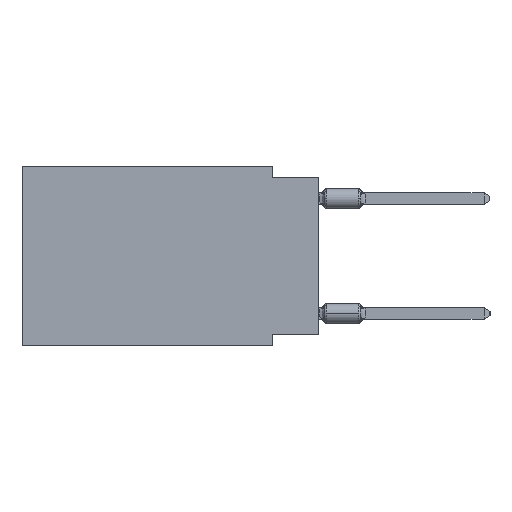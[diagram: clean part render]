
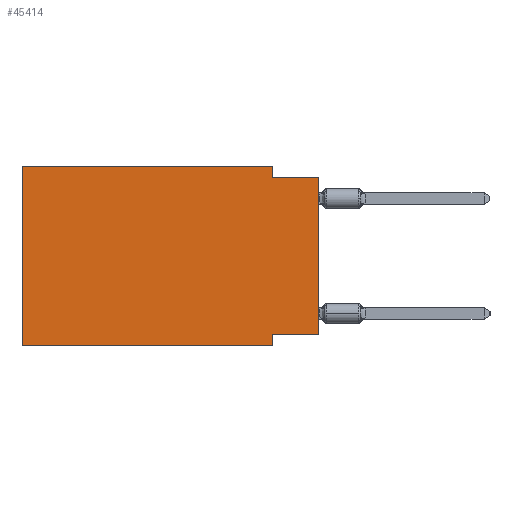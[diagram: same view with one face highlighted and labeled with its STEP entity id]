
A CAD part, left-side view. The second image highlights one B-rep face of the part: STEP entity #45414.
In plain terms, the highlighted planar face has unit normal (-1, 0, 0).
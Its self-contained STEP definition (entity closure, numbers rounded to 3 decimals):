
#1027 = CARTESIAN_POINT ( 'NONE',  ( 0., 2.54, -0.635 ) ) ;
#2889 = VERTEX_POINT ( 'NONE', #25182 ) ;
#3067 = VERTEX_POINT ( 'NONE', #37770 ) ;
#3498 = EDGE_CURVE ( 'NONE', #5864, #16666, #46370, .T. ) ;
#3845 = CARTESIAN_POINT ( 'NONE',  ( 0., 0., -9.271 ) ) ;
#4071 = ORIENTED_EDGE ( 'NONE', *, *, #3498, .F. ) ;
#4561 = VECTOR ( 'NONE', #17866, 1000. ) ;
#4821 = DIRECTION ( 'NONE',  ( 0., 0., -1. ) ) ;
#5121 = DIRECTION ( 'NONE',  ( 0., -1., 0. ) ) ;
#5864 = VERTEX_POINT ( 'NONE', #11966 ) ;
#6412 = CARTESIAN_POINT ( 'NONE',  ( 0., 2.54, -9.271 ) ) ;
#8090 = PLANE ( 'NONE',  #25334 ) ;
#8381 = CARTESIAN_POINT ( 'NONE',  ( 0., 16.383, 0. ) ) ;
#8594 = LINE ( 'NONE', #20342, #9986 ) ;
#9986 = VECTOR ( 'NONE', #16099, 1000. ) ;
#10252 = CARTESIAN_POINT ( 'NONE',  ( 0., 0., -0.635 ) ) ;
#11966 = CARTESIAN_POINT ( 'NONE',  ( 0., 16.383, 0. ) ) ;
#12815 = CARTESIAN_POINT ( 'NONE',  ( 0., 16.383, -9.906 ) ) ;
#15821 = DIRECTION ( 'NONE',  ( 0., -1., 0. ) ) ;
#15826 = FACE_OUTER_BOUND ( 'NONE', #25524, .T. ) ;
#15958 = ORIENTED_EDGE ( 'NONE', *, *, #28303, .F. ) ;
#16099 = DIRECTION ( 'NONE',  ( 0., 0., 1. ) ) ;
#16316 = DIRECTION ( 'NONE',  ( 1., 0., 0. ) ) ;
#16666 = VERTEX_POINT ( 'NONE', #40127 ) ;
#17866 = DIRECTION ( 'NONE',  ( 0., 0., -1. ) ) ;
#18107 = EDGE_CURVE ( 'NONE', #2889, #37259, #8594, .T. ) ;
#18461 = CARTESIAN_POINT ( 'NONE',  ( 0., 16.383, 0. ) ) ;
#18704 = DIRECTION ( 'NONE',  ( 0., 0., 1. ) ) ;
#19093 = DIRECTION ( 'NONE',  ( 0., 1., 0. ) ) ;
#19180 = ORIENTED_EDGE ( 'NONE', *, *, #21036, .T. ) ;
#20342 = CARTESIAN_POINT ( 'NONE',  ( 0., 0., 0. ) ) ;
#21036 = EDGE_CURVE ( 'NONE', #3067, #44123, #46789, .T. ) ;
#22839 = LINE ( 'NONE', #3845, #37188 ) ;
#25182 = CARTESIAN_POINT ( 'NONE',  ( 0., 0., -9.271 ) ) ;
#25331 = EDGE_CURVE ( 'NONE', #43580, #44123, #35492, .T. ) ;
#25334 = AXIS2_PLACEMENT_3D ( 'NONE', #46062, #16316, #4821 ) ;
#25524 = EDGE_LOOP ( 'NONE', ( #30044, #36982, #44166, #4071, #25591, #19180, #31775, #15958 ) ) ;
#25591 = ORIENTED_EDGE ( 'NONE', *, *, #44545, .F. ) ;
#26875 = VECTOR ( 'NONE', #18704, 1000. ) ;
#27370 = VECTOR ( 'NONE', #39494, 1000. ) ;
#28303 = EDGE_CURVE ( 'NONE', #2889, #43580, #22839, .T. ) ;
#30044 = ORIENTED_EDGE ( 'NONE', *, *, #18107, .T. ) ;
#30769 = CARTESIAN_POINT ( 'NONE',  ( 0., 2.54, -9.906 ) ) ;
#31775 = ORIENTED_EDGE ( 'NONE', *, *, #25331, .F. ) ;
#32621 = LINE ( 'NONE', #44593, #4561 ) ;
#32689 = VECTOR ( 'NONE', #44490, 1000. ) ;
#34627 = EDGE_CURVE ( 'NONE', #47737, #37259, #40997, .T. ) ;
#35492 = LINE ( 'NONE', #46966, #27370 ) ;
#36812 = VECTOR ( 'NONE', #5121, 1000. ) ;
#36982 = ORIENTED_EDGE ( 'NONE', *, *, #34627, .F. ) ;
#37188 = VECTOR ( 'NONE', #19093, 1000. ) ;
#37259 = VERTEX_POINT ( 'NONE', #38491 ) ;
#37770 = CARTESIAN_POINT ( 'NONE',  ( 0., 16.383, -9.906 ) ) ;
#38491 = CARTESIAN_POINT ( 'NONE',  ( 0., 0., -0.635 ) ) ;
#39494 = DIRECTION ( 'NONE',  ( 0., 0., -1. ) ) ;
#40127 = CARTESIAN_POINT ( 'NONE',  ( 0., 2.54, 0. ) ) ;
#40997 = LINE ( 'NONE', #10252, #32689 ) ;
#42436 = LINE ( 'NONE', #18461, #26875 ) ;
#42757 = VECTOR ( 'NONE', #15821, 1000. ) ;
#43580 = VERTEX_POINT ( 'NONE', #6412 ) ;
#44123 = VERTEX_POINT ( 'NONE', #30769 ) ;
#44166 = ORIENTED_EDGE ( 'NONE', *, *, #45153, .F. ) ;
#44490 = DIRECTION ( 'NONE',  ( 0., -1., 0. ) ) ;
#44545 = EDGE_CURVE ( 'NONE', #3067, #5864, #42436, .T. ) ;
#44593 = CARTESIAN_POINT ( 'NONE',  ( 0., 2.54, 0. ) ) ;
#45153 = EDGE_CURVE ( 'NONE', #16666, #47737, #32621, .T. ) ;
#45414 = ADVANCED_FACE ( 'NONE', ( #15826 ), #8090, .F. ) ;
#46062 = CARTESIAN_POINT ( 'NONE',  ( 0., 16.383, 0. ) ) ;
#46370 = LINE ( 'NONE', #8381, #36812 ) ;
#46789 = LINE ( 'NONE', #12815, #42757 ) ;
#46966 = CARTESIAN_POINT ( 'NONE',  ( 0., 2.54, -9.906 ) ) ;
#47737 = VERTEX_POINT ( 'NONE', #1027 ) ;
